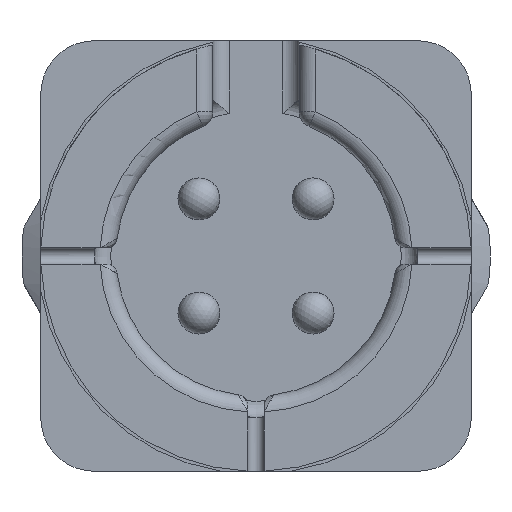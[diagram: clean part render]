
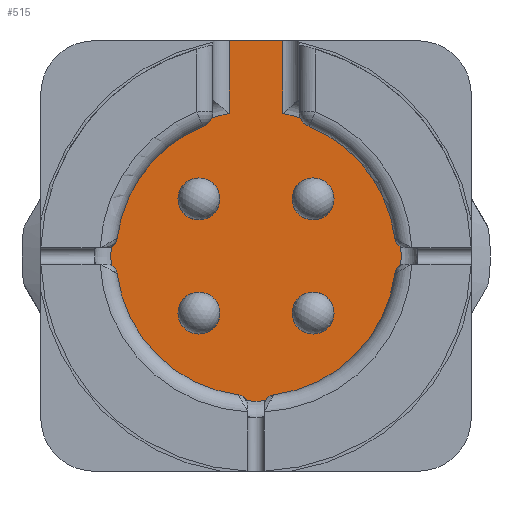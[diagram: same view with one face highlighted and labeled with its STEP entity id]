
A CAD part, left-side view. The second image highlights one B-rep face of the part: STEP entity #515.
In plain terms, the highlighted planar face has unit normal (-1, 0, 0).
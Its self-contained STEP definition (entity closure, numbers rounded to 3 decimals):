
#325=LINE('',#3871,#434);
#330=LINE('',#3995,#439);
#331=LINE('',#3996,#440);
#434=VECTOR('',#2604,1.);
#439=VECTOR('',#2655,1.);
#440=VECTOR('',#2656,1.);
#515=ADVANCED_FACE('',(#762,#763,#764,#765,#766),#627,.F.);
#627=PLANE('',#2265);
#762=FACE_BOUND('',#855,.T.);
#763=FACE_BOUND('',#856,.T.);
#764=FACE_BOUND('',#857,.T.);
#765=FACE_BOUND('',#858,.T.);
#766=FACE_BOUND('',#859,.T.);
#855=EDGE_LOOP('',(#1240));
#856=EDGE_LOOP('',(#1241));
#857=EDGE_LOOP('',(#1242));
#858=EDGE_LOOP('',(#1243));
#859=EDGE_LOOP('',(#1244,#1245,#1246,#1247));
#1240=ORIENTED_EDGE('',*,*,#1973,.T.);
#1241=ORIENTED_EDGE('',*,*,#1974,.T.);
#1242=ORIENTED_EDGE('',*,*,#1975,.T.);
#1243=ORIENTED_EDGE('',*,*,#1976,.T.);
#1244=ORIENTED_EDGE('',*,*,#1977,.T.);
#1245=ORIENTED_EDGE('',*,*,#1965,.T.);
#1246=ORIENTED_EDGE('',*,*,#1978,.T.);
#1247=ORIENTED_EDGE('',*,*,#1951,.T.);
#1704=VERTEX_POINT('',#3870);
#1705=VERTEX_POINT('',#3872);
#1711=VERTEX_POINT('',#3939);
#1712=VERTEX_POINT('',#3940);
#1714=VERTEX_POINT('',#3988);
#1715=VERTEX_POINT('',#3990);
#1716=VERTEX_POINT('',#3992);
#1717=VERTEX_POINT('',#3994);
#1951=EDGE_CURVE('',#1705,#1704,#325,.T.);
#1965=EDGE_CURVE('',#1711,#1712,#2121,.T.);
#1973=EDGE_CURVE('',#1714,#1714,#2127,.T.);
#1974=EDGE_CURVE('',#1715,#1715,#2128,.T.);
#1975=EDGE_CURVE('',#1716,#1716,#2129,.T.);
#1976=EDGE_CURVE('',#1717,#1717,#2130,.T.);
#1977=EDGE_CURVE('',#1704,#1711,#330,.T.);
#1978=EDGE_CURVE('',#1712,#1705,#331,.T.);
#2121=CIRCLE('',#2253,2.7);
#2127=CIRCLE('',#2261,0.39);
#2128=CIRCLE('',#2262,0.39);
#2129=CIRCLE('',#2263,0.39);
#2130=CIRCLE('',#2264,0.39);
#2253=AXIS2_PLACEMENT_3D('',#3938,#2631,#2632);
#2261=AXIS2_PLACEMENT_3D('',#3987,#2647,#2648);
#2262=AXIS2_PLACEMENT_3D('',#3989,#2649,#2650);
#2263=AXIS2_PLACEMENT_3D('',#3991,#2651,#2652);
#2264=AXIS2_PLACEMENT_3D('',#3993,#2653,#2654);
#2265=AXIS2_PLACEMENT_3D('',#3997,#2657,#2658);
#2604=DIRECTION('',(0.,1.,0.));
#2631=DIRECTION('',(-1.,0.,0.));
#2632=DIRECTION('',(0.,0.,-1.));
#2647=DIRECTION('',(1.,0.,0.));
#2648=DIRECTION('',(0.,0.,-1.));
#2649=DIRECTION('',(1.,0.,0.));
#2650=DIRECTION('',(0.,0.,-1.));
#2651=DIRECTION('',(1.,0.,0.));
#2652=DIRECTION('',(0.,0.,-1.));
#2653=DIRECTION('',(1.,0.,0.));
#2654=DIRECTION('',(0.,0.,-1.));
#2655=DIRECTION('',(0.,0.,-1.));
#2656=DIRECTION('',(0.,0.,1.));
#2657=DIRECTION('',(1.,0.,0.));
#2658=DIRECTION('',(0.,0.,-1.));
#3870=CARTESIAN_POINT('',(4.5,0.5,4.));
#3871=CARTESIAN_POINT('',(4.5,4.,4.));
#3872=CARTESIAN_POINT('',(4.5,-0.5,4.));
#3938=CARTESIAN_POINT('',(4.5,0.,0.));
#3939=CARTESIAN_POINT('',(4.5,0.5,2.653));
#3940=CARTESIAN_POINT('',(4.5,-0.5,2.653));
#3987=CARTESIAN_POINT('',(4.5,-1.06,1.06));
#3988=CARTESIAN_POINT('',(4.5,-1.06,0.67));
#3989=CARTESIAN_POINT('',(4.5,-1.06,-1.06));
#3990=CARTESIAN_POINT('',(4.5,-1.06,-1.45));
#3991=CARTESIAN_POINT('',(4.5,1.06,1.06));
#3992=CARTESIAN_POINT('',(4.5,1.06,0.67));
#3993=CARTESIAN_POINT('',(4.5,1.06,-1.06));
#3994=CARTESIAN_POINT('',(4.5,1.06,-1.45));
#3995=CARTESIAN_POINT('',(4.5,0.5,0.));
#3996=CARTESIAN_POINT('',(4.5,-0.5,0.));
#3997=CARTESIAN_POINT('',(4.5,0.,0.));
